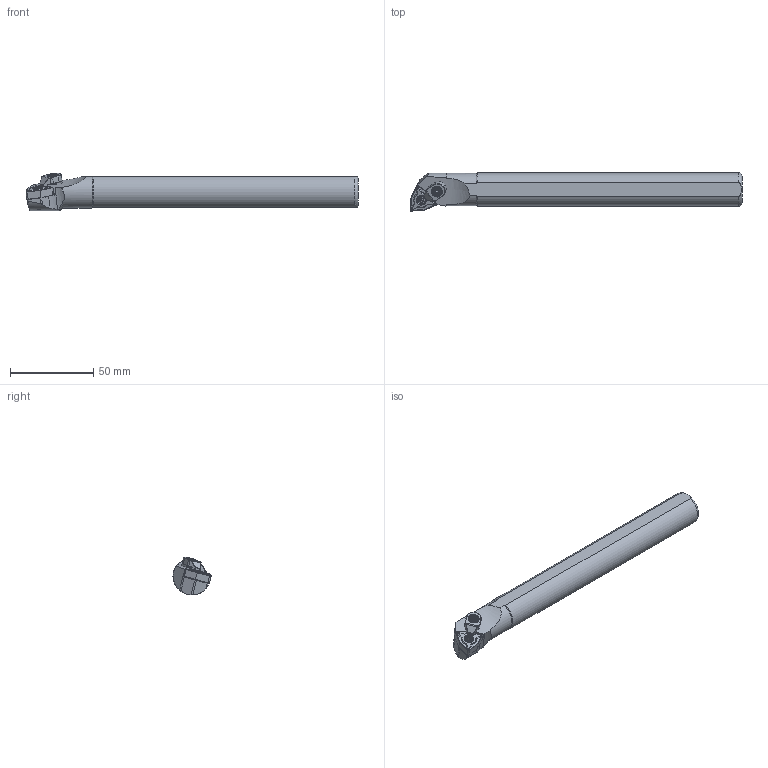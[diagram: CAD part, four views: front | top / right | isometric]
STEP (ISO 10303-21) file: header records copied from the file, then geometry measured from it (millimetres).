
FILE_DESCRIPTION (( 'STEP AP214' ), '1' );
FILE_NAME ('S20R MWLNR 08-LIGHT-XT.STEP', '2023-10-12T12:21:11', ( '' ), ( '' ), 'SwSTEP 2.0', 'SolidWorks 2018', '' );
FILE_SCHEMA (( 'AUTOMOTIVE_DESIGN' ));
Length unit declared in the file: millimetre
Products named in the file (1): S20R MWLNR 08-LIGHT-XT
Bounding box: 200 x 23 x 22.62 mm (x, y, z)
Volume: 58785.8 mm3; surface area: 13824.6 mm2
Topology: 2 solids, 2 shells, 253 faces, 654 edges, 412 vertices
Faces by surface type: plane 96, cylinder 65, cone 60, torus 19, bspline 13
Entity records: 13036 total; most frequent: CARTESIAN_POINT 4281, ORIENTED_EDGE 1296, DIRECTION 1190, EDGE_CURVE 648, AXIS2_PLACEMENT_3D 459, VERTEX_POINT 412, VECTOR 272, LINE 272
